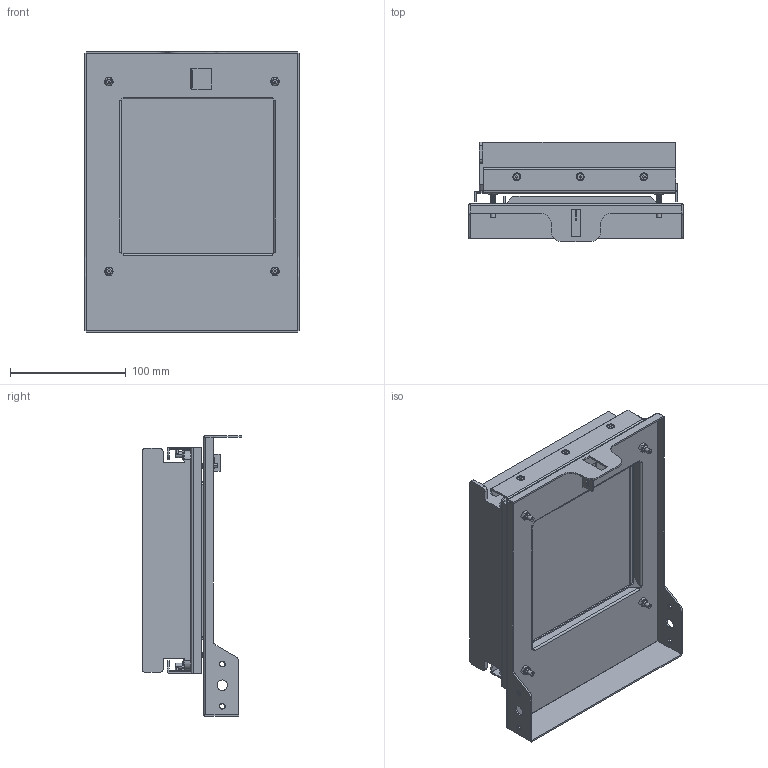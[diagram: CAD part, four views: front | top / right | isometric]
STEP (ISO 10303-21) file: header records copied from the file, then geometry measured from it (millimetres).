
FILE_DESCRIPTION((''),'2;1');
FILE_NAME('TIAOPINGZU_ASM','2017-12-30T',('Administrator'),(''),'PRO/ENGINEER BY PARAMETRIC TECHNOLOGY CORPORATION, 2010020','PRO/ENGINEER BY PARAMETRIC TECHNOLOGY CORPORATION, 2010020','');
FILE_SCHEMA(('CONFIG_CONTROL_DESIGN'));
Length unit declared in the file: millimetre
Products named in the file (9): TIAOPINGHUODONGBAN; ZHUANZHOUBAN; YETICAO; CBTN4-T; YETICAODINGWEIJIAN; CHENTOUM3-6; TANHUANG-X_MIR; PRT0001; TIAOPINGZU_ASM
Assembly tree (19 placements, depth 2):
  TIAOPINGZU_ASM
    TIAOPINGHUODONGBAN
    ZHUANZHOUBAN
    YETICAO
    CBTN4-T  x4
    YETICAODINGWEIJIAN
    CHENTOUM3-6  x6
    TANHUANG-X_MIR  x4
    PRT0001
Bounding box: 185.9 x 86.5 x 243 mm (x, y, z)
Volume: 415043.1 mm3; surface area: 279686.3 mm2
Topology: 23 solids, 33 shells, 670 faces, 1572 edges, 956 vertices
Faces by surface type: plane 346, cylinder 194, cone 68, bspline 34, torus 24, sphere 4
Entity records: 20227 total; most frequent: CARTESIAN_POINT 8012, DIRECTION 2618, ORIENTED_EDGE 2360, EDGE_CURVE 1200, AXIS2_PLACEMENT_3D 941, VECTOR 736, LINE 736, VERTEX_POINT 734
